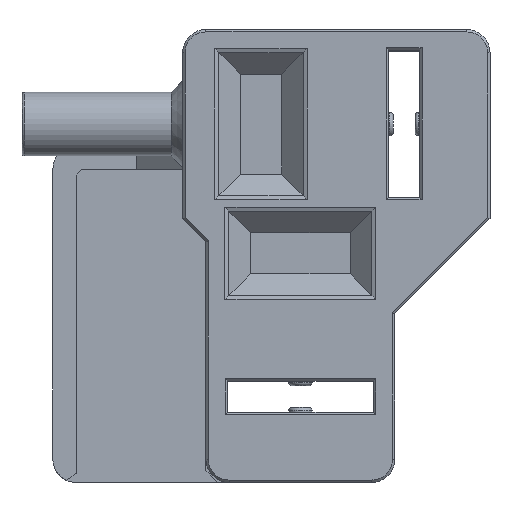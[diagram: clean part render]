
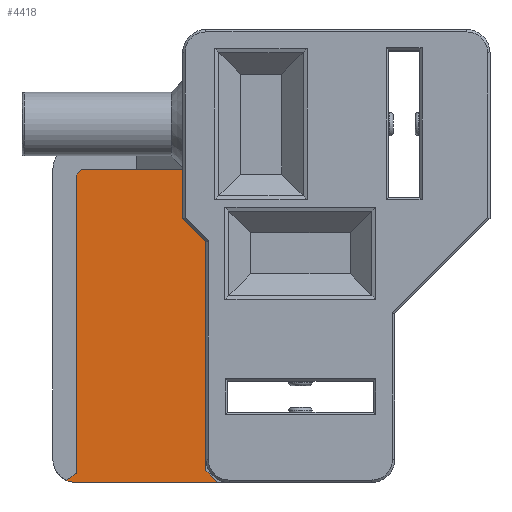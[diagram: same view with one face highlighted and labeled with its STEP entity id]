
A CAD part, front view. The second image highlights one B-rep face of the part: STEP entity #4418.
In plain terms, the highlighted planar face has unit normal (0, -1, 0).
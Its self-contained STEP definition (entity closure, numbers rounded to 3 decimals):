
#155=CIRCLE('',#4672,2.);
#399=FACE_OUTER_BOUND('',#659,.T.);
#659=EDGE_LOOP('',(#3893,#3894,#3895,#3896,#3897,#3898,#3899,#3900,#3901));
#1045=LINE('',#6872,#1573);
#1070=LINE('',#6924,#1598);
#1076=LINE('',#6935,#1604);
#1077=LINE('',#6938,#1605);
#1082=LINE('',#6947,#1610);
#1094=LINE('',#6969,#1622);
#1166=LINE('',#7114,#1694);
#1167=LINE('',#7116,#1695);
#1573=VECTOR('',#5613,10.);
#1598=VECTOR('',#5652,10.);
#1604=VECTOR('',#5660,10.);
#1605=VECTOR('',#5663,10.);
#1610=VECTOR('',#5670,10.);
#1622=VECTOR('',#5688,10.);
#1694=VECTOR('',#5812,10.);
#1695=VECTOR('',#5815,10.);
#2012=VERTEX_POINT('',#6845);
#2013=VERTEX_POINT('',#6847);
#2023=VERTEX_POINT('',#6870);
#2042=VERTEX_POINT('',#6922);
#2043=VERTEX_POINT('',#6923);
#2047=VERTEX_POINT('',#6933);
#2048=VERTEX_POINT('',#6937);
#2051=VERTEX_POINT('',#6945);
#2105=VERTEX_POINT('',#7112);
#2554=EDGE_CURVE('',#2013,#2012,#155,.T.);
#2567=EDGE_CURVE('',#2023,#2012,#1045,.T.);
#2592=EDGE_CURVE('',#2042,#2043,#1070,.T.);
#2598=EDGE_CURVE('',#2043,#2047,#1076,.T.);
#2599=EDGE_CURVE('',#2047,#2048,#1077,.T.);
#2604=EDGE_CURVE('',#2051,#2048,#1082,.T.);
#2616=EDGE_CURVE('',#2013,#2051,#1094,.F.);
#2692=EDGE_CURVE('',#2105,#2023,#1166,.F.);
#2693=EDGE_CURVE('',#2105,#2042,#1167,.T.);
#3893=ORIENTED_EDGE('',*,*,#2592,.T.);
#3894=ORIENTED_EDGE('',*,*,#2598,.T.);
#3895=ORIENTED_EDGE('',*,*,#2599,.T.);
#3896=ORIENTED_EDGE('',*,*,#2604,.F.);
#3897=ORIENTED_EDGE('',*,*,#2616,.F.);
#3898=ORIENTED_EDGE('',*,*,#2554,.T.);
#3899=ORIENTED_EDGE('',*,*,#2567,.F.);
#3900=ORIENTED_EDGE('',*,*,#2692,.F.);
#3901=ORIENTED_EDGE('',*,*,#2693,.T.);
#4186=PLANE('',#4745);
#4418=ADVANCED_FACE('',(#399),#4186,.F.);
#4672=AXIS2_PLACEMENT_3D('',#6848,#5594,#5595);
#4745=AXIS2_PLACEMENT_3D('',#7191,#5906,#5907);
#5594=DIRECTION('center_axis',(0.,-1.,0.));
#5595=DIRECTION('ref_axis',(-0.707,0.,-0.707));
#5613=DIRECTION('',(-1.,0.,0.));
#5652=DIRECTION('',(-0.707,0.,0.707));
#5660=DIRECTION('',(-1.,0.,0.));
#5663=DIRECTION('',(-0.707,0.,-0.707));
#5670=DIRECTION('',(0.,0.,1.));
#5688=DIRECTION('',(-0.775,0.,-0.632));
#5812=DIRECTION('',(-0.707,0.,0.707));
#5815=DIRECTION('',(0.,0.,1.));
#5906=DIRECTION('center_axis',(0.,1.,0.));
#5907=DIRECTION('ref_axis',(-1.,0.,0.));
#6845=CARTESIAN_POINT('',(-20.077,19.563,-2.792));
#6847=CARTESIAN_POINT('',(-20.861,19.563,-2.632));
#6848=CARTESIAN_POINT('Origin',(-20.077,19.563,-0.792));
#6870=CARTESIAN_POINT('',(-7.877,19.563,-2.792));
#6872=CARTESIAN_POINT('',(-0.727,19.563,-2.792));
#6922=CARTESIAN_POINT('',(-8.877,19.563,23.708));
#6923=CARTESIAN_POINT('',(-9.377,19.563,24.208));
#6924=CARTESIAN_POINT('',(-2.377,19.563,17.208));
#6933=CARTESIAN_POINT('',(-19.577,19.563,24.208));
#6935=CARTESIAN_POINT('',(-20.077,19.563,24.208));
#6937=CARTESIAN_POINT('',(-20.077,19.563,23.708));
#6938=CARTESIAN_POINT('',(-23.777,19.563,20.008));
#6945=CARTESIAN_POINT('',(-20.077,19.563,-1.992));
#6947=CARTESIAN_POINT('',(-20.077,19.563,-2.792));
#6969=CARTESIAN_POINT('',(-17.109,19.563,0.431));
#7112=CARTESIAN_POINT('',(-8.877,19.563,-1.792));
#7114=CARTESIAN_POINT('',(-8.377,19.563,-2.292));
#7116=CARTESIAN_POINT('',(-8.877,19.563,-2.792));
#7191=CARTESIAN_POINT('Origin',(-8.877,19.563,-2.792));
